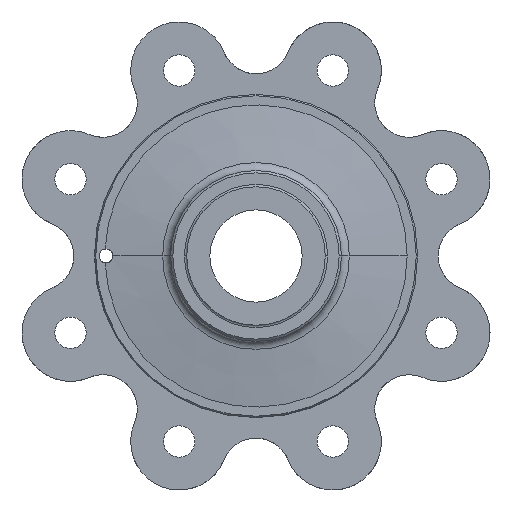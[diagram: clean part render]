
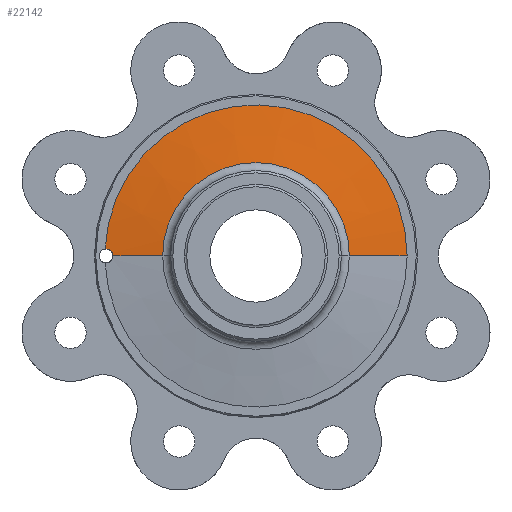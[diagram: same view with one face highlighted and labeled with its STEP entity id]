
A CAD part, left-side view. The second image highlights one B-rep face of the part: STEP entity #22142.
In plain terms, the highlighted conical face has half-angle 82 degrees and reference radius 18.5 mm.
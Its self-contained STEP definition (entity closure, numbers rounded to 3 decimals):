
#472 = B_SPLINE_CURVE_WITH_KNOTS ( 'NONE', 3,
 ( #20576, #22484, #16833, #5824 ),
 .UNSPECIFIED., .F., .F.,
 ( 4, 4 ),
 ( 0., 0. ),
 .UNSPECIFIED. ) ;
#1341 = VERTEX_POINT ( 'NONE', #15917 ) ;
#1560 = DIRECTION ( 'NONE',  ( 0.139, 0.99, 0. ) ) ;
#1648 = DIRECTION ( 'NONE',  ( 1., 0., 0. ) ) ;
#2340 = CARTESIAN_POINT ( 'NONE',  ( -25.511, 32.5, 1.5 ) ) ;
#2370 = DIRECTION ( 'NONE',  ( 0., 1., 0. ) ) ;
#2583 = CARTESIAN_POINT ( 'NONE',  ( -25.618, 31.749, 1.313 ) ) ;
#3346 = EDGE_CURVE ( 'NONE', #10133, #1341, #472, .T. ) ;
#4061 = CARTESIAN_POINT ( 'NONE',  ( -25.672, 31.373, 0.995 ) ) ;
#4098 = CARTESIAN_POINT ( 'NONE',  ( -25.483, 0., 0. ) ) ;
#4330 = AXIS2_PLACEMENT_3D ( 'NONE', #10886, #1648, #20244 ) ;
#4335 = ORIENTED_EDGE ( 'NONE', *, *, #23029, .T. ) ;
#4391 = CARTESIAN_POINT ( 'NONE',  ( -25.727, 31., 0. ) ) ;
#5365 = CARTESIAN_POINT ( 'NONE',  ( -25.727, 31., 0. ) ) ;
#5824 = CARTESIAN_POINT ( 'NONE',  ( -25.511, 32.5, 1.5 ) ) ;
#5877 = AXIS2_PLACEMENT_3D ( 'NONE', #4098, #20725, #2370 ) ;
#5933 = CARTESIAN_POINT ( 'NONE',  ( -25.538, 32.305, 1.5 ) ) ;
#6007 = CARTESIAN_POINT ( 'NONE',  ( -25.721, 31.039, 0.395 ) ) ;
#6200 = ORIENTED_EDGE ( 'NONE', *, *, #15326, .T. ) ;
#6260 = CARTESIAN_POINT ( 'NONE',  ( -27.483, 0., 0. ) ) ;
#7584 = VERTEX_POINT ( 'NONE', #5365 ) ;
#8144 = CARTESIAN_POINT ( 'NONE',  ( -27.241, -20.222, 0. ) ) ;
#8609 = AXIS2_PLACEMENT_3D ( 'NONE', #6260, #11831, #13725 ) ;
#8813 = ORIENTED_EDGE ( 'NONE', *, *, #3346, .T. ) ;
#9121 = EDGE_CURVE ( 'NONE', #16014, #13897, #13137, .T. ) ;
#9932 = CARTESIAN_POINT ( 'NONE',  ( -25.704, 31.153, 0.668 ) ) ;
#10133 = VERTEX_POINT ( 'NONE', #17303 ) ;
#10489 = CONICAL_SURFACE ( 'NONE', #8609, 18.5, 1.431 ) ;
#10886 = CARTESIAN_POINT ( 'NONE',  ( -27.241, 0., 0. ) ) ;
#11385 = B_SPLINE_CURVE_WITH_KNOTS ( 'NONE', 3,
 ( #2340, #5933, #19144, #2583, #11488, #4061, #13602, #15487, #9932, #6007, #15406, #4391 ),
 .UNSPECIFIED., .F., .F.,
 ( 4, 2, 2, 2, 2, 4 ),
 ( 0., 0.001, 0.001, 0.002, 0.002, 0.003 ),
 .UNSPECIFIED. ) ;
#11488 = CARTESIAN_POINT ( 'NONE',  ( -25.642, 31.581, 1.202 ) ) ;
#11831 = DIRECTION ( 'NONE',  ( 1., 0., 0. ) ) ;
#12259 = CARTESIAN_POINT ( 'NONE',  ( -27.241, 20.222, 0. ) ) ;
#12477 = EDGE_CURVE ( 'NONE', #10133, #13897, #21157, .T. ) ;
#13137 = LINE ( 'NONE', #14084, #13724 ) ;
#13147 = FACE_OUTER_BOUND ( 'NONE', #20663, .T. ) ;
#13602 = CARTESIAN_POINT ( 'NONE',  ( -25.681, 31.309, 0.918 ) ) ;
#13724 = VECTOR ( 'NONE', #23294, 1000. ) ;
#13725 = DIRECTION ( 'NONE',  ( 0., 1., 0. ) ) ;
#13897 = VERTEX_POINT ( 'NONE', #20541 ) ;
#14084 = CARTESIAN_POINT ( 'NONE',  ( -27.483, -18.5, 0. ) ) ;
#14650 = CARTESIAN_POINT ( 'NONE',  ( -27.483, 18.5, 0. ) ) ;
#15326 = EDGE_CURVE ( 'NONE', #1341, #7584, #11385, .T. ) ;
#15406 = CARTESIAN_POINT ( 'NONE',  ( -25.727, 31., 0.199 ) ) ;
#15487 = CARTESIAN_POINT ( 'NONE',  ( -25.697, 31.2, 0.755 ) ) ;
#15743 = EDGE_CURVE ( 'NONE', #23468, #7584, #19349, .T. ) ;
#15917 = CARTESIAN_POINT ( 'NONE',  ( -25.511, 32.5, 1.5 ) ) ;
#16014 = VERTEX_POINT ( 'NONE', #8144 ) ;
#16833 = CARTESIAN_POINT ( 'NONE',  ( -25.502, 32.565, 1.5 ) ) ;
#16899 = CIRCLE ( 'NONE', #4330, 20.222 ) ;
#17013 = VECTOR ( 'NONE', #1560, 1000. ) ;
#17303 = CARTESIAN_POINT ( 'NONE',  ( -25.483, 32.697, 1.487 ) ) ;
#19144 = CARTESIAN_POINT ( 'NONE',  ( -25.566, 32.109, 1.461 ) ) ;
#19349 = LINE ( 'NONE', #14650, #17013 ) ;
#19700 = ORIENTED_EDGE ( 'NONE', *, *, #12477, .F. ) ;
#20244 = DIRECTION ( 'NONE',  ( 0., 1., 0. ) ) ;
#20541 = CARTESIAN_POINT ( 'NONE',  ( -25.483, -32.731, 0. ) ) ;
#20576 = CARTESIAN_POINT ( 'NONE',  ( -25.483, 32.697, 1.487 ) ) ;
#20663 = EDGE_LOOP ( 'NONE', ( #4335, #21171, #19700, #8813, #6200, #24030 ) ) ;
#20725 = DIRECTION ( 'NONE',  ( 1., 0., 0. ) ) ;
#21157 = CIRCLE ( 'NONE', #5877, 32.731 ) ;
#21171 = ORIENTED_EDGE ( 'NONE', *, *, #9121, .T. ) ;
#22142 = ADVANCED_FACE ( 'NONE', ( #13147 ), #10489, .T. ) ;
#22484 = CARTESIAN_POINT ( 'NONE',  ( -25.493, 32.631, 1.496 ) ) ;
#23029 = EDGE_CURVE ( 'NONE', #23468, #16014, #16899, .T. ) ;
#23294 = DIRECTION ( 'NONE',  ( 0.139, -0.99, 0. ) ) ;
#23468 = VERTEX_POINT ( 'NONE', #12259 ) ;
#24030 = ORIENTED_EDGE ( 'NONE', *, *, #15743, .F. ) ;
